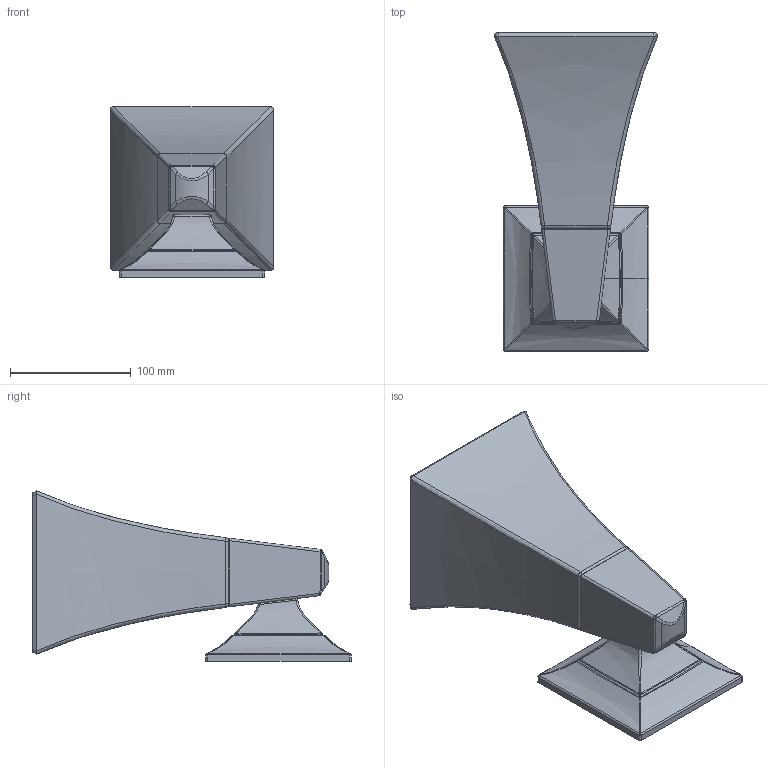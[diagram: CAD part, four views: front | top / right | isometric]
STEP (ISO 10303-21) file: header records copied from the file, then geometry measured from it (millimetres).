
FILE_DESCRIPTION((''),'2;1');
FILE_NAME('4981','2021-06-14T13:53:32',('jinson.thomas'),(''),'CREO PARAMETRIC BY PTC INC, 2018400','CREO PARAMETRIC BY PTC INC, 2018400','');
FILE_SCHEMA(('CONFIG_CONTROL_DESIGN'));
Length unit declared in the file: inch
Products named in the file (1): 4981
Bounding box: 135.7 x 264.21 x 141.43 mm (x, y, z)
Volume: 741249.4 mm3; surface area: 170483.4 mm2
Topology: 1 solids, 1 shells, 374 faces, 931 edges, 568 vertices
Faces by surface type: bspline 203, cylinder 95, plane 48, sphere 20, torus 8
Entity records: 23996 total; most frequent: CARTESIAN_POINT 16816, ORIENTED_EDGE 1862, EDGE_CURVE 931, DIRECTION 882, VERTEX_POINT 568, B_SPLINE_CURVE_WITH_KNOTS 563, EDGE_LOOP 383, FACE_OUTER_BOUND 374
